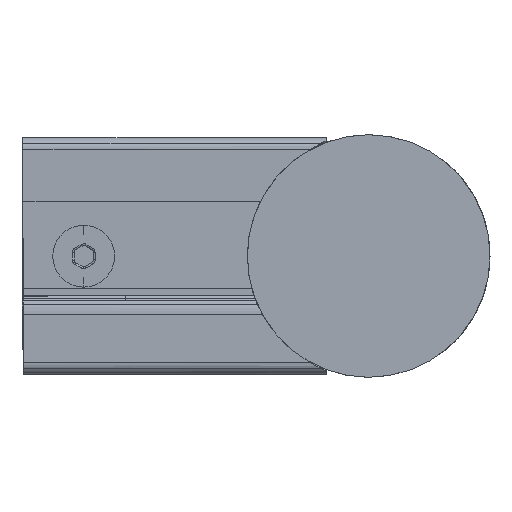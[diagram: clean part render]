
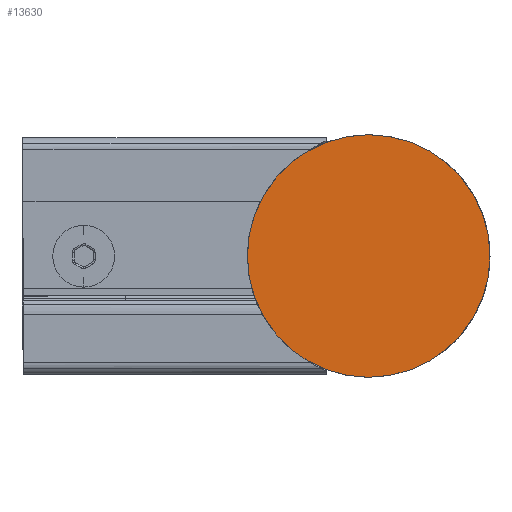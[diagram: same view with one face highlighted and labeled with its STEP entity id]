
A CAD part, front view. The second image highlights one B-rep face of the part: STEP entity #13630.
In plain terms, the highlighted planar face has unit normal (0, -1, 0).
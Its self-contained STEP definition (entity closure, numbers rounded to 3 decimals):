
#5958 = VERTEX_POINT ( 'NONE', #44637 ) ;
#8172 = DIRECTION ( 'NONE',  ( 0., 0., 1. ) ) ;
#9557 = DIRECTION ( 'NONE',  ( 0., 1., 0. ) ) ;
#13630 = ADVANCED_FACE ( 'NONE', ( #31176 ), #60444, .F. ) ;
#14238 = DIRECTION ( 'NONE',  ( 0., 1., 0. ) ) ;
#19752 = CIRCLE ( 'NONE', #72221, 20. ) ;
#21231 = EDGE_CURVE ( 'NONE', #5958, #31888, #32144, .T. ) ;
#22747 = AXIS2_PLACEMENT_3D ( 'NONE', #27002, #9557, #32101 ) ;
#25152 = ORIENTED_EDGE ( 'NONE', *, *, #35822, .F. ) ;
#27002 = CARTESIAN_POINT ( 'NONE',  ( 258.631, 17.298, 283.909 ) ) ;
#30904 = CARTESIAN_POINT ( 'NONE',  ( 258.631, 17.298, 283.909 ) ) ;
#30921 = CARTESIAN_POINT ( 'NONE',  ( 258.631, 17.298, 283.909 ) ) ;
#31176 = FACE_OUTER_BOUND ( 'NONE', #62058, .T. ) ;
#31888 = VERTEX_POINT ( 'NONE', #70199 ) ;
#32101 = DIRECTION ( 'NONE',  ( 0., 0., 1. ) ) ;
#32144 = CIRCLE ( 'NONE', #22747, 20. ) ;
#35822 = EDGE_CURVE ( 'NONE', #31888, #5958, #19752, .T. ) ;
#36991 = ORIENTED_EDGE ( 'NONE', *, *, #21231, .F. ) ;
#44637 = CARTESIAN_POINT ( 'NONE',  ( 258.634, 17.298, 263.909 ) ) ;
#47617 = DIRECTION ( 'NONE',  ( 0., 1., 0. ) ) ;
#60444 = PLANE ( 'NONE',  #66681 ) ;
#62058 = EDGE_LOOP ( 'NONE', ( #25152, #36991 ) ) ;
#66681 = AXIS2_PLACEMENT_3D ( 'NONE', #30904, #14238, #71892 ) ;
#70199 = CARTESIAN_POINT ( 'NONE',  ( 258.629, 17.298, 303.909 ) ) ;
#71892 = DIRECTION ( 'NONE',  ( 0., 0., 1. ) ) ;
#72221 = AXIS2_PLACEMENT_3D ( 'NONE', #30921, #47617, #8172 ) ;
